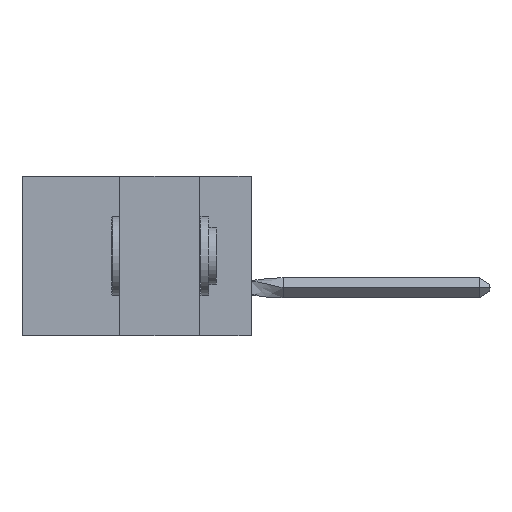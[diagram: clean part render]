
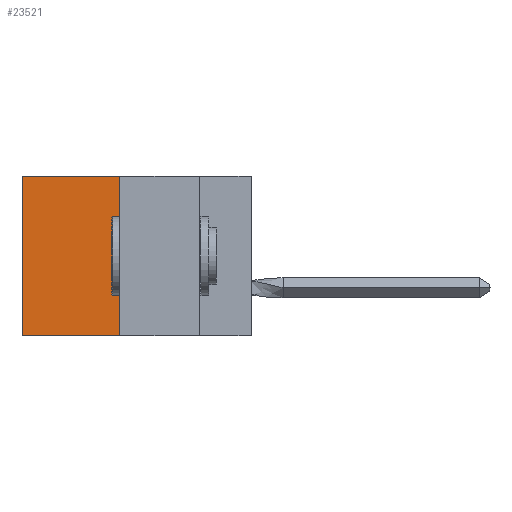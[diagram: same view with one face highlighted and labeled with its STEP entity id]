
A CAD part, left-side view. The second image highlights one B-rep face of the part: STEP entity #23521.
In plain terms, the highlighted planar face has unit normal (-1, 0, 0).
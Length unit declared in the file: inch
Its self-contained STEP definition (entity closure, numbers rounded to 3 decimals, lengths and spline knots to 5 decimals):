
#223 = DIRECTION ( 'NONE',  ( 1., 0., 0. ) ) ;
#1619 = CARTESIAN_POINT ( 'NONE',  ( 0.305, 0.413, -0.5 ) ) ;
#1850 = LINE ( 'NONE', #32764, #25689 ) ;
#1993 = FACE_OUTER_BOUND ( 'NONE', #5431, .T. ) ;
#2622 = AXIS2_PLACEMENT_3D ( 'NONE', #5882, #223, #18294 ) ;
#5371 = VERTEX_POINT ( 'NONE', #6073 ) ;
#5431 = EDGE_LOOP ( 'NONE', ( #17933, #5528, #14869, #16539 ) ) ;
#5528 = ORIENTED_EDGE ( 'NONE', *, *, #12196, .F. ) ;
#5882 = CARTESIAN_POINT ( 'NONE',  ( 0.305, 0.413, -0.5 ) ) ;
#6073 = CARTESIAN_POINT ( 'NONE',  ( 0.305, 0.72, -0.5 ) ) ;
#6539 = VECTOR ( 'NONE', #9571, 39.37008 ) ;
#7208 = EDGE_CURVE ( 'NONE', #28946, #5371, #31316, .T. ) ;
#8221 = DIRECTION ( 'NONE',  ( 0., 1., 0. ) ) ;
#8894 = EDGE_CURVE ( 'NONE', #22661, #28438, #13422, .T. ) ;
#9161 = CARTESIAN_POINT ( 'NONE',  ( 0.305, 0.72, -0.5 ) ) ;
#9571 = DIRECTION ( 'NONE',  ( 0., 0., -1. ) ) ;
#10973 = PLANE ( 'NONE',  #2622 ) ;
#12196 = EDGE_CURVE ( 'NONE', #28438, #5371, #1850, .T. ) ;
#13422 = LINE ( 'NONE', #19715, #6539 ) ;
#14058 = EDGE_CURVE ( 'NONE', #22661, #28946, #29280, .T. ) ;
#14289 = VECTOR ( 'NONE', #8221, 39.37008 ) ;
#14869 = ORIENTED_EDGE ( 'NONE', *, *, #8894, .F. ) ;
#15904 = CARTESIAN_POINT ( 'NONE',  ( 0.305, 0.413, 0. ) ) ;
#16539 = ORIENTED_EDGE ( 'NONE', *, *, #14058, .T. ) ;
#17933 = ORIENTED_EDGE ( 'NONE', *, *, #7208, .T. ) ;
#18294 = DIRECTION ( 'NONE',  ( 0., 0., -1. ) ) ;
#18357 = VECTOR ( 'NONE', #27215, 39.37008 ) ;
#19715 = CARTESIAN_POINT ( 'NONE',  ( 0.305, 0.413, -0.5 ) ) ;
#22661 = VERTEX_POINT ( 'NONE', #29380 ) ;
#23521 = ADVANCED_FACE ( 'NONE', ( #1993 ), #10973, .F. ) ;
#25246 = DIRECTION ( 'NONE',  ( 0., 1., 0. ) ) ;
#25689 = VECTOR ( 'NONE', #25246, 39.37008 ) ;
#26865 = CARTESIAN_POINT ( 'NONE',  ( 0.305, 0.72, 0. ) ) ;
#27215 = DIRECTION ( 'NONE',  ( 0., 0., -1. ) ) ;
#28438 = VERTEX_POINT ( 'NONE', #1619 ) ;
#28946 = VERTEX_POINT ( 'NONE', #26865 ) ;
#29280 = LINE ( 'NONE', #15904, #14289 ) ;
#29380 = CARTESIAN_POINT ( 'NONE',  ( 0.305, 0.413, 0. ) ) ;
#31316 = LINE ( 'NONE', #9161, #18357 ) ;
#32764 = CARTESIAN_POINT ( 'NONE',  ( 0.305, 0.413, -0.5 ) ) ;
